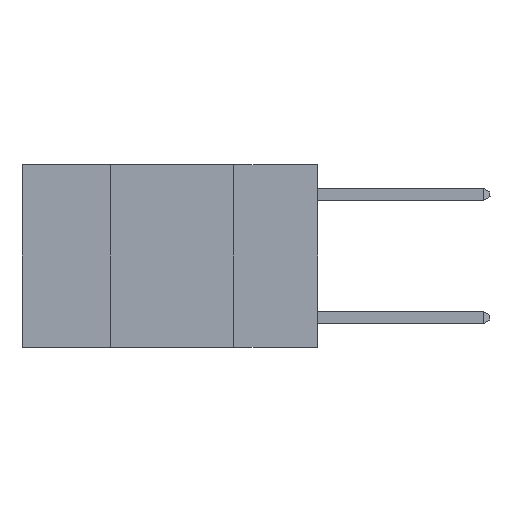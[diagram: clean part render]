
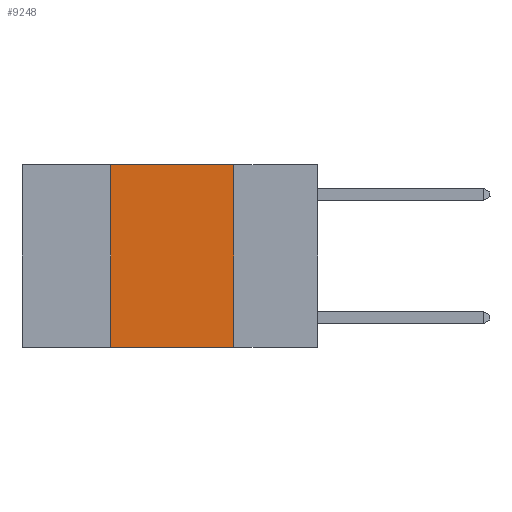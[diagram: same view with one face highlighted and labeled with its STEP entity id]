
A CAD part, left-side view. The second image highlights one B-rep face of the part: STEP entity #9248.
In plain terms, the highlighted planar face has unit normal (-1, 0, 0).
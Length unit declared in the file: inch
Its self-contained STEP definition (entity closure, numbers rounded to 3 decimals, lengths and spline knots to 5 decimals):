
#1023 = CARTESIAN_POINT ( 'NONE',  ( 0., 0.6, 0. ) ) ;
#1530 = VERTEX_POINT ( 'NONE', #15309 ) ;
#1868 = DIRECTION ( 'NONE',  ( 0., 0., -1. ) ) ;
#2454 = DIRECTION ( 'NONE',  ( 1., 0., 0. ) ) ;
#3684 = VERTEX_POINT ( 'NONE', #9221 ) ;
#3836 = CARTESIAN_POINT ( 'NONE',  ( 0., 0.6, -0.37 ) ) ;
#3899 = EDGE_CURVE ( 'NONE', #1530, #13114, #14692, .T. ) ;
#4288 = CARTESIAN_POINT ( 'NONE',  ( 0., 0.42, 0. ) ) ;
#6622 = EDGE_CURVE ( 'NONE', #13114, #7933, #8632, .T. ) ;
#7118 = EDGE_CURVE ( 'NONE', #3684, #1530, #8617, .T. ) ;
#7355 = ORIENTED_EDGE ( 'NONE', *, *, #7589, .T. ) ;
#7589 = EDGE_CURVE ( 'NONE', #3684, #7933, #9142, .T. ) ;
#7933 = VERTEX_POINT ( 'NONE', #13736 ) ;
#8179 = AXIS2_PLACEMENT_3D ( 'NONE', #1023, #2454, #12476 ) ;
#8182 = EDGE_LOOP ( 'NONE', ( #14018, #10713, #14471, #7355 ) ) ;
#8617 = LINE ( 'NONE', #4288, #12411 ) ;
#8632 = LINE ( 'NONE', #10467, #16592 ) ;
#9142 = LINE ( 'NONE', #3836, #12479 ) ;
#9221 = CARTESIAN_POINT ( 'NONE',  ( 0., 0.42, -0.37 ) ) ;
#9248 = ADVANCED_FACE ( 'NONE', ( #15503 ), #11060, .F. ) ;
#9657 = DIRECTION ( 'NONE',  ( 0., -1., 0. ) ) ;
#10467 = CARTESIAN_POINT ( 'NONE',  ( 0., 0.17, 0. ) ) ;
#10713 = ORIENTED_EDGE ( 'NONE', *, *, #3899, .F. ) ;
#11060 = PLANE ( 'NONE',  #8179 ) ;
#12397 = CARTESIAN_POINT ( 'NONE',  ( 0., 0.6, 0. ) ) ;
#12411 = VECTOR ( 'NONE', #15690, 39.37008 ) ;
#12476 = DIRECTION ( 'NONE',  ( 0., 0., -1. ) ) ;
#12479 = VECTOR ( 'NONE', #13831, 39.37008 ) ;
#13114 = VERTEX_POINT ( 'NONE', #16131 ) ;
#13736 = CARTESIAN_POINT ( 'NONE',  ( 0., 0.17, -0.37 ) ) ;
#13831 = DIRECTION ( 'NONE',  ( 0., -1., 0. ) ) ;
#14018 = ORIENTED_EDGE ( 'NONE', *, *, #6622, .F. ) ;
#14471 = ORIENTED_EDGE ( 'NONE', *, *, #7118, .F. ) ;
#14692 = LINE ( 'NONE', #12397, #17984 ) ;
#15309 = CARTESIAN_POINT ( 'NONE',  ( 0., 0.42, 0. ) ) ;
#15503 = FACE_OUTER_BOUND ( 'NONE', #8182, .T. ) ;
#15690 = DIRECTION ( 'NONE',  ( 0., 0., 1. ) ) ;
#16131 = CARTESIAN_POINT ( 'NONE',  ( 0., 0.17, 0. ) ) ;
#16592 = VECTOR ( 'NONE', #1868, 39.37008 ) ;
#17984 = VECTOR ( 'NONE', #9657, 39.37008 ) ;
